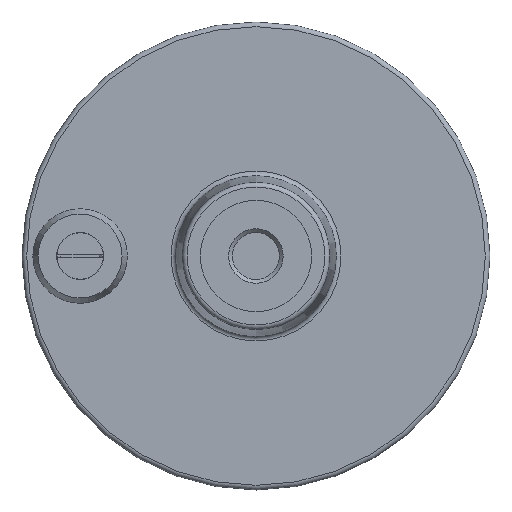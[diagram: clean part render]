
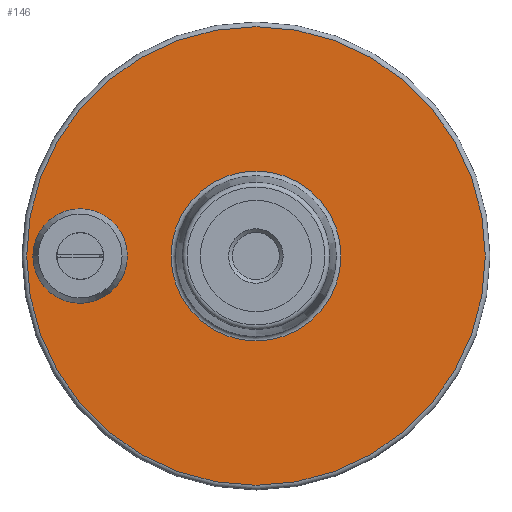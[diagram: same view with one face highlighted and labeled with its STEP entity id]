
A CAD part, front view. The second image highlights one B-rep face of the part: STEP entity #146.
In plain terms, the highlighted planar face has unit normal (0, -1, 0).
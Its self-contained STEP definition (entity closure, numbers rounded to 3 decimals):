
#146 = ADVANCED_FACE( '', ( #343, #344, #345 ), #346, .F. );
#343 = FACE_OUTER_BOUND( '', #599, .T. );
#344 = FACE_BOUND( '', #600, .T. );
#345 = FACE_BOUND( '', #601, .T. );
#346 = PLANE( '', #602 );
#599 = EDGE_LOOP( '', ( #973 ) );
#600 = EDGE_LOOP( '', ( #974 ) );
#601 = EDGE_LOOP( '', ( #975 ) );
#602 = AXIS2_PLACEMENT_3D( '', #976, #977, #978 );
#973 = ORIENTED_EDGE( '', *, *, #1401, .F. );
#974 = ORIENTED_EDGE( '', *, *, #1437, .F. );
#975 = ORIENTED_EDGE( '', *, *, #1423, .T. );
#976 = CARTESIAN_POINT( '', ( 15.507, -3., 0. ) );
#977 = DIRECTION( '', ( 0., 1., 0. ) );
#978 = DIRECTION( '', ( 0., 0., 1. ) );
#1401 = EDGE_CURVE( '', #1669, #1669, #1670, .T. );
#1423 = EDGE_CURVE( '', #1703, #1703, #1704, .T. );
#1437 = EDGE_CURVE( '', #1725, #1725, #1726, .F. );
#1669 = VERTEX_POINT( '', #2143 );
#1670 = CIRCLE( '', #2144, 39.111 );
#1703 = VERTEX_POINT( '', #2198 );
#1704 = CIRCLE( '', #2199, 14.493 );
#1725 = VERTEX_POINT( '', #2283 );
#1726 = CIRCLE( '', #2284, 8.06 );
#2143 = CARTESIAN_POINT( '', ( 30., -3., 39.111 ) );
#2144 = AXIS2_PLACEMENT_3D( '', #2676, #2677, #2678 );
#2198 = CARTESIAN_POINT( '', ( 30., -3., 14.493 ) );
#2199 = AXIS2_PLACEMENT_3D( '', #2705, #2706, #2707 );
#2283 = CARTESIAN_POINT( '', ( 0., -3., 8.06 ) );
#2284 = AXIS2_PLACEMENT_3D( '', #2723, #2724, #2725 );
#2676 = CARTESIAN_POINT( '', ( 30., -3., 0. ) );
#2677 = DIRECTION( '', ( 0., 1., 0. ) );
#2678 = DIRECTION( '', ( 0., 0., 1. ) );
#2705 = CARTESIAN_POINT( '', ( 30., -3., 0. ) );
#2706 = DIRECTION( '', ( 0., 1., 0. ) );
#2707 = DIRECTION( '', ( 0., 0., 1. ) );
#2723 = CARTESIAN_POINT( '', ( 0., -3., 0. ) );
#2724 = DIRECTION( '', ( 0., 1., 0. ) );
#2725 = DIRECTION( '', ( 0., 0., 1. ) );
